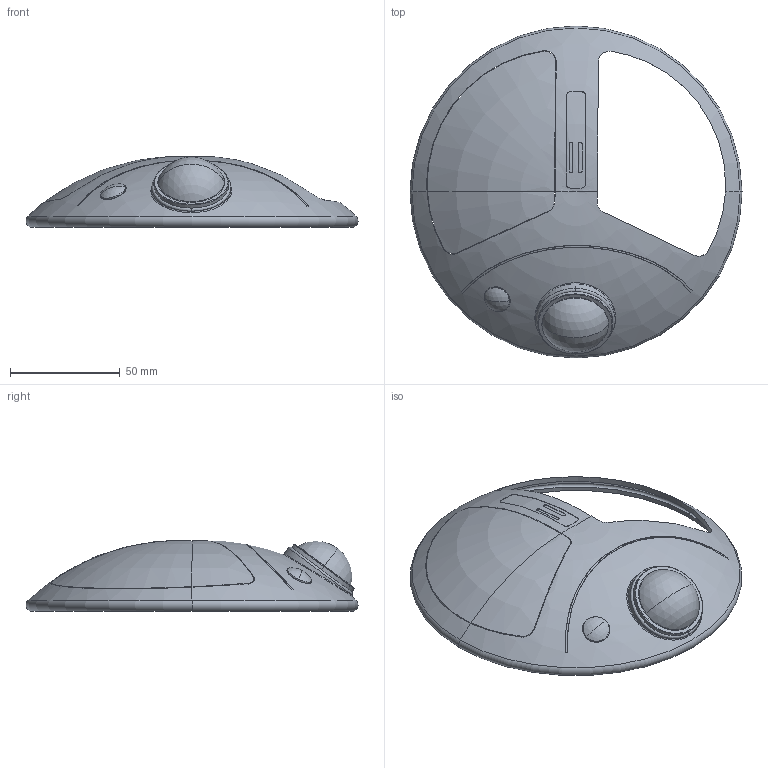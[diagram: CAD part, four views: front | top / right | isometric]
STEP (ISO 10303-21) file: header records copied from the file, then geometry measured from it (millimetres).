
FILE_DESCRIPTION (( 'STEP AP214' ), '1' );
FILE_NAME ('lola.STEP', '2022-06-06T13:36:42', ( '' ), ( '' ), 'SwSTEP 2.0', 'SolidWorks 2021', '' );
FILE_SCHEMA (( 'AUTOMOTIVE_DESIGN' ));
Length unit declared in the file: millimetre
Products named in the file (4): PièceModif; oeil; lola; lateraleye
Assembly tree (3 placements, depth 2):
  lola
    PièceModif
    oeil
    lateraleye
Bounding box: 151.07 x 151.07 x 32.23 mm (x, y, z)
Volume: 39574.5 mm3; surface area: 40543.4 mm2
Topology: 4 solids, 4 shells, 103 faces, 266 edges, 169 vertices
Faces by surface type: bspline 32, cylinder 30, torus 24, plane 11, sphere 6
Entity records: 11872 total; most frequent: CARTESIAN_POINT 8986, ORIENTED_EDGE 516, DIRECTION 330, EDGE_CURVE 258, VERTEX_POINT 167, B_SPLINE_CURVE_WITH_KNOTS 152, AXIS2_PLACEMENT_3D 147, EDGE_LOOP 115
